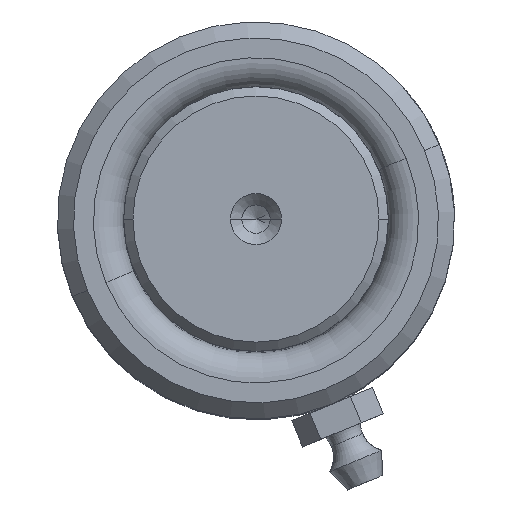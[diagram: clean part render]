
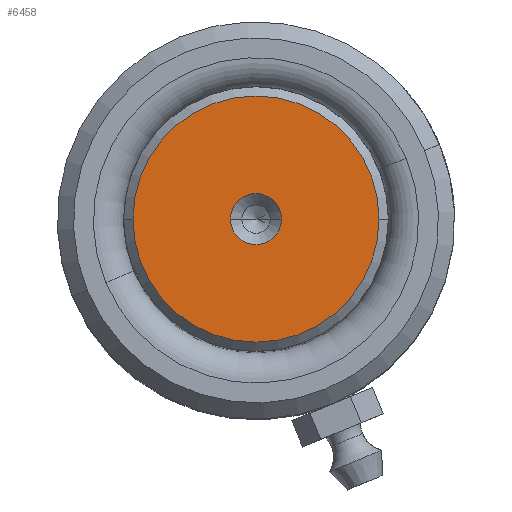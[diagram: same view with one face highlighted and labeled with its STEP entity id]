
A CAD part, top view. The second image highlights one B-rep face of the part: STEP entity #6458.
In plain terms, the highlighted planar face has unit normal (0, 0, 1).
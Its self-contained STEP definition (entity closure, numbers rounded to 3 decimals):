
#11 = CARTESIAN_POINT ( 'NONE',  ( -2.7, 0., 140. ) ) ;
#62 = ORIENTED_EDGE ( 'NONE', *, *, #5274, .F. ) ;
#201 = EDGE_CURVE ( 'NONE', #6175, #3787, #4477, .T. ) ;
#302 = DIRECTION ( 'NONE',  ( 0., 0., 1. ) ) ;
#347 = AXIS2_PLACEMENT_3D ( 'NONE', #5192, #1796, #5248 ) ;
#383 = CARTESIAN_POINT ( 'NONE',  ( -13.011, 0., 140. ) ) ;
#809 = VERTEX_POINT ( 'NONE', #11 ) ;
#924 = DIRECTION ( 'NONE',  ( 1., 0., 0. ) ) ;
#1238 = AXIS2_PLACEMENT_3D ( 'NONE', #5230, #2861, #5144 ) ;
#1254 = FACE_OUTER_BOUND ( 'NONE', #4236, .T. ) ;
#1796 = DIRECTION ( 'NONE',  ( 0., 0., 1. ) ) ;
#1886 = FACE_BOUND ( 'NONE', #5337, .T. ) ;
#1938 = ORIENTED_EDGE ( 'NONE', *, *, #201, .T. ) ;
#2608 = AXIS2_PLACEMENT_3D ( 'NONE', #6935, #7090, #6909 ) ;
#2790 = AXIS2_PLACEMENT_3D ( 'NONE', #3229, #302, #924 ) ;
#2861 = DIRECTION ( 'NONE',  ( 0., 0., 1. ) ) ;
#3193 = EDGE_CURVE ( 'NONE', #809, #5791, #5463, .T. ) ;
#3224 = AXIS2_PLACEMENT_3D ( 'NONE', #7174, #7282, #4374 ) ;
#3229 = CARTESIAN_POINT ( 'NONE',  ( 0., 0., 140. ) ) ;
#3304 = CARTESIAN_POINT ( 'NONE',  ( 2.7, 0., 140. ) ) ;
#3347 = CARTESIAN_POINT ( 'NONE',  ( 13.011, 0., 140. ) ) ;
#3787 = VERTEX_POINT ( 'NONE', #383 ) ;
#4184 = CIRCLE ( 'NONE', #1238, 13.011 ) ;
#4236 = EDGE_LOOP ( 'NONE', ( #4980, #1938 ) ) ;
#4374 = DIRECTION ( 'NONE',  ( 1., 0., 0. ) ) ;
#4477 = CIRCLE ( 'NONE', #347, 13.011 ) ;
#4980 = ORIENTED_EDGE ( 'NONE', *, *, #7234, .T. ) ;
#5144 = DIRECTION ( 'NONE',  ( 1., 0., 0. ) ) ;
#5192 = CARTESIAN_POINT ( 'NONE',  ( 0., 0., 140. ) ) ;
#5230 = CARTESIAN_POINT ( 'NONE',  ( 0., 0., 140. ) ) ;
#5248 = DIRECTION ( 'NONE',  ( 1., 0., 0. ) ) ;
#5274 = EDGE_CURVE ( 'NONE', #5791, #809, #7295, .T. ) ;
#5337 = EDGE_LOOP ( 'NONE', ( #62, #7183 ) ) ;
#5463 = CIRCLE ( 'NONE', #2790, 2.7 ) ;
#5791 = VERTEX_POINT ( 'NONE', #3304 ) ;
#6175 = VERTEX_POINT ( 'NONE', #3347 ) ;
#6458 = ADVANCED_FACE ( 'NONE', ( #1886, #1254 ), #6496, .T. ) ;
#6496 = PLANE ( 'NONE',  #3224 ) ;
#6909 = DIRECTION ( 'NONE',  ( 1., 0., 0. ) ) ;
#6935 = CARTESIAN_POINT ( 'NONE',  ( 0., 0., 140. ) ) ;
#7090 = DIRECTION ( 'NONE',  ( 0., 0., 1. ) ) ;
#7174 = CARTESIAN_POINT ( 'NONE',  ( 0., 0., 140. ) ) ;
#7183 = ORIENTED_EDGE ( 'NONE', *, *, #3193, .F. ) ;
#7234 = EDGE_CURVE ( 'NONE', #3787, #6175, #4184, .T. ) ;
#7282 = DIRECTION ( 'NONE',  ( 0., 0., 1. ) ) ;
#7295 = CIRCLE ( 'NONE', #2608, 2.7 ) ;
